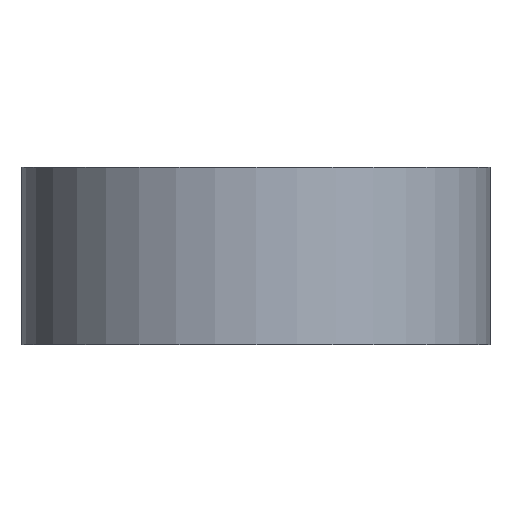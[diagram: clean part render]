
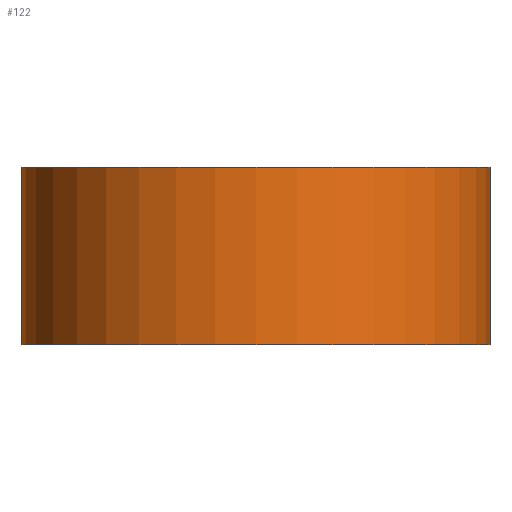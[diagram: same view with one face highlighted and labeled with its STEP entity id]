
A CAD part, front view. The second image highlights one B-rep face of the part: STEP entity #122.
In plain terms, the highlighted cylindrical face has radius 9.25 mm (diameter 18.5 mm), a partial arc.
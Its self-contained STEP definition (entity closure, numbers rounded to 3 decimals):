
#34 = ORIENTED_EDGE ( 'NONE', *, *, #868, .T. ) ;
#45 = ORIENTED_EDGE ( 'NONE', *, *, #443, .F. ) ;
#65 = FACE_OUTER_BOUND ( 'NONE', #227, .T. ) ;
#67 = VECTOR ( 'NONE', #600, 1000. ) ;
#73 = CARTESIAN_POINT ( 'NONE',  ( -9.25, 0., 7. ) ) ;
#122 = ADVANCED_FACE ( 'NONE', ( #65 ), #815, .T. ) ;
#131 = AXIS2_PLACEMENT_3D ( 'NONE', #417, #846, #587 ) ;
#142 = ORIENTED_EDGE ( 'NONE', *, *, #893, .F. ) ;
#158 = DIRECTION ( 'NONE',  ( 0., 0., -1. ) ) ;
#161 = CARTESIAN_POINT ( 'NONE',  ( 9.25, 0., 7. ) ) ;
#227 = EDGE_LOOP ( 'NONE', ( #45, #142, #34, #1070 ) ) ;
#256 = DIRECTION ( 'NONE',  ( 0., 0., 1. ) ) ;
#258 = DIRECTION ( 'NONE',  ( -1., 0., 0. ) ) ;
#304 = VERTEX_POINT ( 'NONE', #828 ) ;
#340 = CARTESIAN_POINT ( 'NONE',  ( 0., 0., 7. ) ) ;
#343 = CARTESIAN_POINT ( 'NONE',  ( 0., 0., 7. ) ) ;
#345 = AXIS2_PLACEMENT_3D ( 'NONE', #340, #158, #258 ) ;
#417 = CARTESIAN_POINT ( 'NONE',  ( 0., 0., 0. ) ) ;
#443 = EDGE_CURVE ( 'NONE', #810, #932, #778, .T. ) ;
#510 = EDGE_CURVE ( 'NONE', #304, #932, #649, .T. ) ;
#539 = LINE ( 'NONE', #914, #618 ) ;
#573 = AXIS2_PLACEMENT_3D ( 'NONE', #343, #256, #623 ) ;
#586 = CARTESIAN_POINT ( 'NONE',  ( 9.25, 0., 0. ) ) ;
#587 = DIRECTION ( 'NONE',  ( 1., 0., 0. ) ) ;
#600 = DIRECTION ( 'NONE',  ( 0., 0., -1. ) ) ;
#618 = VECTOR ( 'NONE', #643, 1000. ) ;
#623 = DIRECTION ( 'NONE',  ( 1., 0., 0. ) ) ;
#643 = DIRECTION ( 'NONE',  ( 0., 0., -1. ) ) ;
#649 = CIRCLE ( 'NONE', #131, 9.25 ) ;
#768 = CARTESIAN_POINT ( 'NONE',  ( 9.25, 0., 7. ) ) ;
#778 = LINE ( 'NONE', #768, #67 ) ;
#804 = VERTEX_POINT ( 'NONE', #73 ) ;
#810 = VERTEX_POINT ( 'NONE', #161 ) ;
#815 = CYLINDRICAL_SURFACE ( 'NONE', #345, 9.25 ) ;
#828 = CARTESIAN_POINT ( 'NONE',  ( -9.25, 0., 0. ) ) ;
#846 = DIRECTION ( 'NONE',  ( 0., 0., 1. ) ) ;
#868 = EDGE_CURVE ( 'NONE', #804, #304, #539, .T. ) ;
#893 = EDGE_CURVE ( 'NONE', #804, #810, #1095, .T. ) ;
#914 = CARTESIAN_POINT ( 'NONE',  ( -9.25, 0., 7. ) ) ;
#932 = VERTEX_POINT ( 'NONE', #586 ) ;
#1070 = ORIENTED_EDGE ( 'NONE', *, *, #510, .T. ) ;
#1095 = CIRCLE ( 'NONE', #573, 9.25 ) ;
